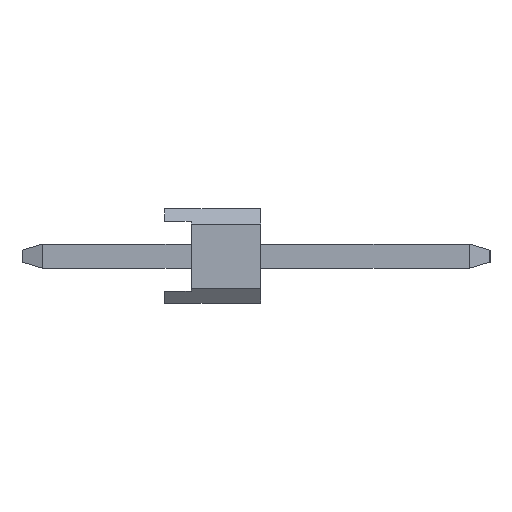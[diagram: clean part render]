
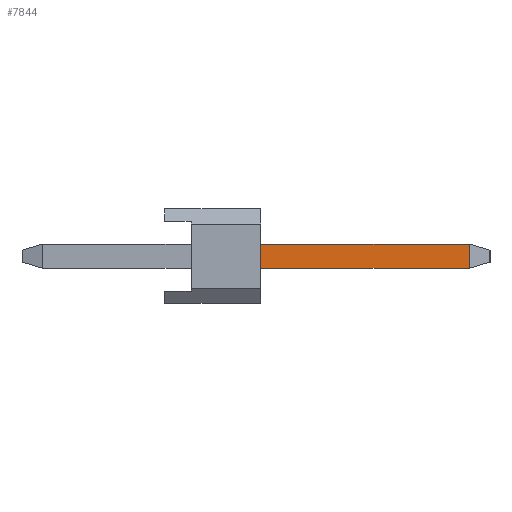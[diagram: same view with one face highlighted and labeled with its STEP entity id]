
A CAD part, left-side view. The second image highlights one B-rep face of the part: STEP entity #7844.
In plain terms, the highlighted planar face has unit normal (-1, 0, 0).
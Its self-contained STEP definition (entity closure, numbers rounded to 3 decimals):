
#6980=EDGE_CURVE('',#15428,#7608,#17964,.T.);
#7608=VERTEX_POINT('',#18651);
#7844=ADVANCED_FACE('',(#18902),#18903,.T.);
#10994=EDGE_CURVE('',#14236,#15428,#22341,.T.);
#13290=VERTEX_POINT('',#24907);
#13984=EDGE_CURVE('',#7608,#13290,#25668,.T.);
#14236=VERTEX_POINT('',#25949);
#15164=EDGE_CURVE('',#13290,#14236,#26964,.T.);
#15428=VERTEX_POINT('',#27246);
#17964=LINE('',#30642,#30643);
#18651=CARTESIAN_POINT('',(-43.5,-8.074,-0.32));
#18902=FACE_OUTER_BOUND('',#32017,.T.);
#18903=PLANE('',#32018);
#22341=LINE('',#37005,#37006);
#24907=CARTESIAN_POINT('',(-43.5,-2.54,-0.32));
#25668=LINE('',#41800,#41801);
#25949=CARTESIAN_POINT('',(-43.5,-2.54,0.32));
#26964=LINE('',#43668,#43669);
#27246=CARTESIAN_POINT('',(-43.5,-8.074,0.32));
#30642=CARTESIAN_POINT('',(-43.5,-8.074,0.5));
#30643=VECTOR('',#47485,1.0);
#32017=EDGE_LOOP('',(#48311,#48312,#48313,#48314));
#32018=AXIS2_PLACEMENT_3D('',#48315,#48316,#48317);
#37005=CARTESIAN_POINT('',(-43.5,-2.42,0.32));
#37006=VECTOR('',#51480,1.0);
#41800=CARTESIAN_POINT('',(-43.5,3.234,-0.32));
#41801=VECTOR('',#55120,1.0);
#43668=CARTESIAN_POINT('',(-43.5,-2.54,0.252));
#43669=VECTOR('',#56358,1.0);
#47485=DIRECTION('',(0.0,0.,-1.0));
#48311=ORIENTED_EDGE('',*,*,#15164,.F.);
#48312=ORIENTED_EDGE('',*,*,#13984,.F.);
#48313=ORIENTED_EDGE('',*,*,#6980,.F.);
#48314=ORIENTED_EDGE('',*,*,#10994,.F.);
#48315=CARTESIAN_POINT('',(-43.5,3.234,0.5));
#48316=DIRECTION('',(-1.0,0.,0.));
#48317=DIRECTION('',(0.,1.0,0.));
#51480=DIRECTION('',(0.,-1.0,0.));
#55120=DIRECTION('',(0.,1.0,0.));
#56358=DIRECTION('',(0.,0.,1.0));
